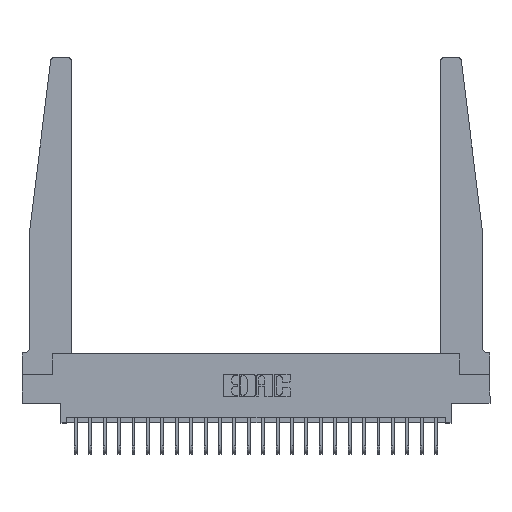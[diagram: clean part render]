
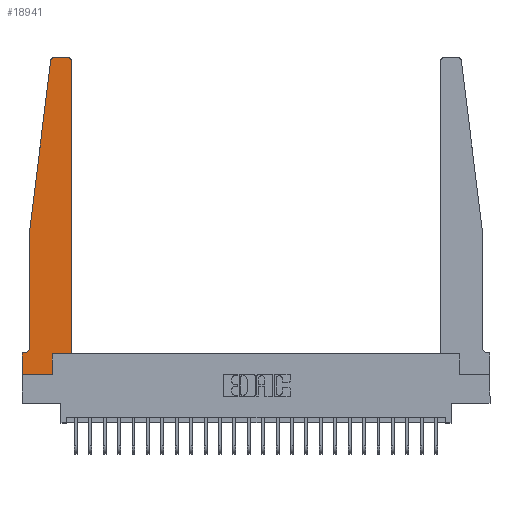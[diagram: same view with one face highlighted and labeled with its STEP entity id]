
A CAD part, top view. The second image highlights one B-rep face of the part: STEP entity #18941.
In plain terms, the highlighted planar face has unit normal (0, 0, 1).
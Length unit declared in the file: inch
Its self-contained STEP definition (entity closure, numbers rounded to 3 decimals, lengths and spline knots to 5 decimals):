
#147 = CARTESIAN_POINT ( 'NONE',  ( 0., 0., 0.37 ) ) ;
#179 = CIRCLE ( 'NONE', #7140, 0.03 ) ;
#194 = DIRECTION ( 'NONE',  ( -0.122, -0.992, 0. ) ) ;
#290 = EDGE_CURVE ( 'NONE', #21354, #9990, #21761, .T. ) ;
#331 = ORIENTED_EDGE ( 'NONE', *, *, #290, .T. ) ;
#568 = ORIENTED_EDGE ( 'NONE', *, *, #835, .T. ) ;
#704 = CARTESIAN_POINT ( 'NONE',  ( 0., 0., 0.37 ) ) ;
#732 = LINE ( 'NONE', #15696, #17922 ) ;
#835 = EDGE_CURVE ( 'NONE', #6233, #21871, #179, .T. ) ;
#1044 = DIRECTION ( 'NONE',  ( 0., 1., 0. ) ) ;
#1133 = PLANE ( 'NONE',  #19332 ) ;
#1462 = LINE ( 'NONE', #12654, #22358 ) ;
#1908 = VERTEX_POINT ( 'NONE', #3906 ) ;
#2404 = VERTEX_POINT ( 'NONE', #6924 ) ;
#2693 = EDGE_LOOP ( 'NONE', ( #20267, #15544, #12508, #17632, #18279, #3023, #20138, #8960, #21801, #331, #2880, #568 ) ) ;
#2880 = ORIENTED_EDGE ( 'NONE', *, *, #4452, .T. ) ;
#2991 = CARTESIAN_POINT ( 'NONE',  ( 0.065, 1.25, 0.37 ) ) ;
#3023 = ORIENTED_EDGE ( 'NONE', *, *, #20224, .T. ) ;
#3605 = EDGE_CURVE ( 'NONE', #1908, #6107, #21270, .T. ) ;
#3906 = CARTESIAN_POINT ( 'NONE',  ( 0.24675, 2.72367, 0.37 ) ) ;
#4452 = EDGE_CURVE ( 'NONE', #9990, #6233, #15393, .T. ) ;
#4532 = VERTEX_POINT ( 'NONE', #704 ) ;
#4699 = VECTOR ( 'NONE', #194, 39.37008 ) ;
#5338 = VECTOR ( 'NONE', #19263, 39.37008 ) ;
#5346 = CARTESIAN_POINT ( 'NONE',  ( 0.2605, 0., 0.37 ) ) ;
#5562 = CARTESIAN_POINT ( 'NONE',  ( 0.27653, 2.72, 0.37 ) ) ;
#6107 = VERTEX_POINT ( 'NONE', #2991 ) ;
#6233 = VERTEX_POINT ( 'NONE', #15692 ) ;
#6924 = CARTESIAN_POINT ( 'NONE',  ( 0.015, 0.1875, 0.37 ) ) ;
#7134 = CARTESIAN_POINT ( 'NONE',  ( 0.395, 2.72, 0.37 ) ) ;
#7140 = AXIS2_PLACEMENT_3D ( 'NONE', #7134, #22260, #24315 ) ;
#7223 = VECTOR ( 'NONE', #1044, 39.37008 ) ;
#8789 = VERTEX_POINT ( 'NONE', #5346 ) ;
#8831 = VERTEX_POINT ( 'NONE', #9361 ) ;
#8938 = CARTESIAN_POINT ( 'NONE',  ( 0.425, 0.18, 0.37 ) ) ;
#8960 = ORIENTED_EDGE ( 'NONE', *, *, #14188, .T. ) ;
#9361 = CARTESIAN_POINT ( 'NONE',  ( 0.27653, 2.75, 0.37 ) ) ;
#9401 = DIRECTION ( 'NONE',  ( 1., 0., 0. ) ) ;
#9990 = VERTEX_POINT ( 'NONE', #8938 ) ;
#10397 = VECTOR ( 'NONE', #17577, 39.37008 ) ;
#11244 = DIRECTION ( 'NONE',  ( 0., 0., 1. ) ) ;
#11627 = CARTESIAN_POINT ( 'NONE',  ( 0.25, 2.75, 0.37 ) ) ;
#11782 = DIRECTION ( 'NONE',  ( -1., 0., 0. ) ) ;
#11816 = CARTESIAN_POINT ( 'NONE',  ( 0.065, 0.2375, 0.37 ) ) ;
#12508 = ORIENTED_EDGE ( 'NONE', *, *, #3605, .T. ) ;
#12654 = CARTESIAN_POINT ( 'NONE',  ( 0., 0., 0.37 ) ) ;
#12980 = EDGE_CURVE ( 'NONE', #14021, #2404, #13045, .T. ) ;
#13045 = CIRCLE ( 'NONE', #18891, 0.05 ) ;
#13046 = VERTEX_POINT ( 'NONE', #13869 ) ;
#13557 = AXIS2_PLACEMENT_3D ( 'NONE', #5562, #17374, #9401 ) ;
#13869 = CARTESIAN_POINT ( 'NONE',  ( 0., 0.1875, 0.37 ) ) ;
#14021 = VERTEX_POINT ( 'NONE', #11816 ) ;
#14188 = EDGE_CURVE ( 'NONE', #4532, #8789, #24222, .T. ) ;
#14245 = CARTESIAN_POINT ( 'NONE',  ( 0.395, 2.75, 0.37 ) ) ;
#14361 = EDGE_CURVE ( 'NONE', #13046, #4532, #1462, .T. ) ;
#14487 = LINE ( 'NONE', #11627, #10397 ) ;
#15356 = CARTESIAN_POINT ( 'NONE',  ( 0.065, 1.25, 0.37 ) ) ;
#15393 = LINE ( 'NONE', #16955, #7223 ) ;
#15534 = DIRECTION ( 'NONE',  ( 1., 0., 0. ) ) ;
#15544 = ORIENTED_EDGE ( 'NONE', *, *, #24485, .T. ) ;
#15547 = VECTOR ( 'NONE', #15534, 39.37008 ) ;
#15692 = CARTESIAN_POINT ( 'NONE',  ( 0.425, 2.72, 0.37 ) ) ;
#15696 = CARTESIAN_POINT ( 'NONE',  ( 0.065, 0.1875, 0.37 ) ) ;
#15877 = EDGE_CURVE ( 'NONE', #21871, #8831, #14487, .T. ) ;
#16803 = CIRCLE ( 'NONE', #13557, 0.03 ) ;
#16955 = CARTESIAN_POINT ( 'NONE',  ( 0.425, 0.18, 0.37 ) ) ;
#17374 = DIRECTION ( 'NONE',  ( 0., 0., 1. ) ) ;
#17424 = CARTESIAN_POINT ( 'NONE',  ( 0.425, 0.18, 0.37 ) ) ;
#17561 = DIRECTION ( 'NONE',  ( 0., 0., -1. ) ) ;
#17577 = DIRECTION ( 'NONE',  ( -1., 0., 0. ) ) ;
#17629 = VECTOR ( 'NONE', #20482, 39.37008 ) ;
#17632 = ORIENTED_EDGE ( 'NONE', *, *, #17725, .T. ) ;
#17725 = EDGE_CURVE ( 'NONE', #6107, #14021, #23134, .T. ) ;
#17802 = CARTESIAN_POINT ( 'NONE',  ( 0.015, 0.2375, 0.37 ) ) ;
#17922 = VECTOR ( 'NONE', #23763, 39.37008 ) ;
#18279 = ORIENTED_EDGE ( 'NONE', *, *, #12980, .T. ) ;
#18421 = DIRECTION ( 'NONE',  ( 0., -1., 0. ) ) ;
#18520 = CARTESIAN_POINT ( 'NONE',  ( 0.2605, 0.18, 0.37 ) ) ;
#18891 = AXIS2_PLACEMENT_3D ( 'NONE', #17802, #17561, #11782 ) ;
#18941 = ADVANCED_FACE ( 'NONE', ( #24519 ), #1133, .T. ) ;
#19263 = DIRECTION ( 'NONE',  ( 0., -1., 0. ) ) ;
#19332 = AXIS2_PLACEMENT_3D ( 'NONE', #19583, #11244, #25422 ) ;
#19583 = CARTESIAN_POINT ( 'NONE',  ( 0., 0.1875, 0.37 ) ) ;
#19881 = EDGE_CURVE ( 'NONE', #8789, #21354, #20750, .T. ) ;
#20138 = ORIENTED_EDGE ( 'NONE', *, *, #14361, .T. ) ;
#20215 = DIRECTION ( 'NONE',  ( 1., 0., 0. ) ) ;
#20224 = EDGE_CURVE ( 'NONE', #2404, #13046, #732, .T. ) ;
#20267 = ORIENTED_EDGE ( 'NONE', *, *, #15877, .T. ) ;
#20482 = DIRECTION ( 'NONE',  ( 0., 1., 0. ) ) ;
#20494 = VECTOR ( 'NONE', #20215, 39.37008 ) ;
#20750 = LINE ( 'NONE', #22308, #17629 ) ;
#21270 = LINE ( 'NONE', #24075, #4699 ) ;
#21354 = VERTEX_POINT ( 'NONE', #18520 ) ;
#21761 = LINE ( 'NONE', #17424, #15547 ) ;
#21801 = ORIENTED_EDGE ( 'NONE', *, *, #19881, .T. ) ;
#21871 = VERTEX_POINT ( 'NONE', #14245 ) ;
#22260 = DIRECTION ( 'NONE',  ( 0., 0., 1. ) ) ;
#22308 = CARTESIAN_POINT ( 'NONE',  ( 0.2605, 0.18, 0.37 ) ) ;
#22358 = VECTOR ( 'NONE', #18421, 39.37008 ) ;
#23134 = LINE ( 'NONE', #15356, #5338 ) ;
#23763 = DIRECTION ( 'NONE',  ( -1., 0., 0. ) ) ;
#24075 = CARTESIAN_POINT ( 'NONE',  ( 0.065, 1.25, 0.37 ) ) ;
#24222 = LINE ( 'NONE', #147, #20494 ) ;
#24315 = DIRECTION ( 'NONE',  ( 1., 0., 0. ) ) ;
#24485 = EDGE_CURVE ( 'NONE', #8831, #1908, #16803, .T. ) ;
#24519 = FACE_OUTER_BOUND ( 'NONE', #2693, .T. ) ;
#25422 = DIRECTION ( 'NONE',  ( 1., 0., 0. ) ) ;
